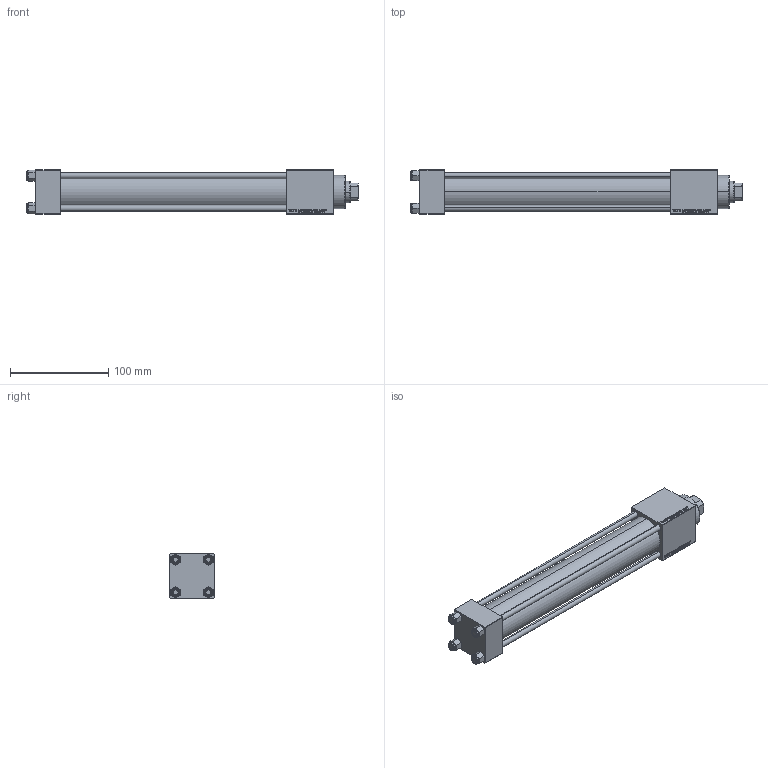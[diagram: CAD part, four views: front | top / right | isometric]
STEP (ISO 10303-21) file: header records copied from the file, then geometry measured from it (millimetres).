
FILE_DESCRIPTION (( 'STEP AP203' ), '1' );
FILE_NAME ('d6ad.STEP', '2022-04-16T07:34:25', ( '' ), ( '' ), 'SwSTEP 2.0', 'SolidWorks 2019', '' );
FILE_SCHEMA (( 'CONFIG_CONTROL_DESIGN' ));
Length unit declared in the file: millimetre
Products named in the file (6): V215_VC_A 427e6d2709ba112ed5baa6a837d9e01c; V215CR_VCP_C 427e6d2709ba112ed5baa6a837d9e01c; V215CR_C_Body 427e6d2709ba112ed5baa6a837d9e01c; NUT_M5_C 427e6d2709ba112ed5baa6a837d9e01c; d6ad; V215CR_C_TYCINKA 427e6d2709ba112ed5baa6a837d9e01c
Assembly tree (11 placements, depth 2):
  d6ad
    V215CR_C_Body 427e6d2709ba112ed5baa6a837d9e01c
    V215CR_VCP_C 427e6d2709ba112ed5baa6a837d9e01c
    NUT_M5_C 427e6d2709ba112ed5baa6a837d9e01c  x4
    V215CR_C_TYCINKA 427e6d2709ba112ed5baa6a837d9e01c  x4
    V215_VC_A 427e6d2709ba112ed5baa6a837d9e01c
Bounding box: 338 x 45 x 45 mm (x, y, z)
Volume: 357769.7 mm3; surface area: 137166.6 mm2
Topology: 11 solids, 11 shells, 1154 faces, 2888 edges, 1873 vertices
Faces by surface type: plane 527, bspline 392, cone 136, cylinder 91, torus 8
Entity records: 50364 total; most frequent: CARTESIAN_POINT 27122, ORIENTED_EDGE 5268, DIRECTION 3334, EDGE_CURVE 2634, VERTEX_POINT 1729, VECTOR 1596, LINE 1596, EDGE_LOOP 1163
